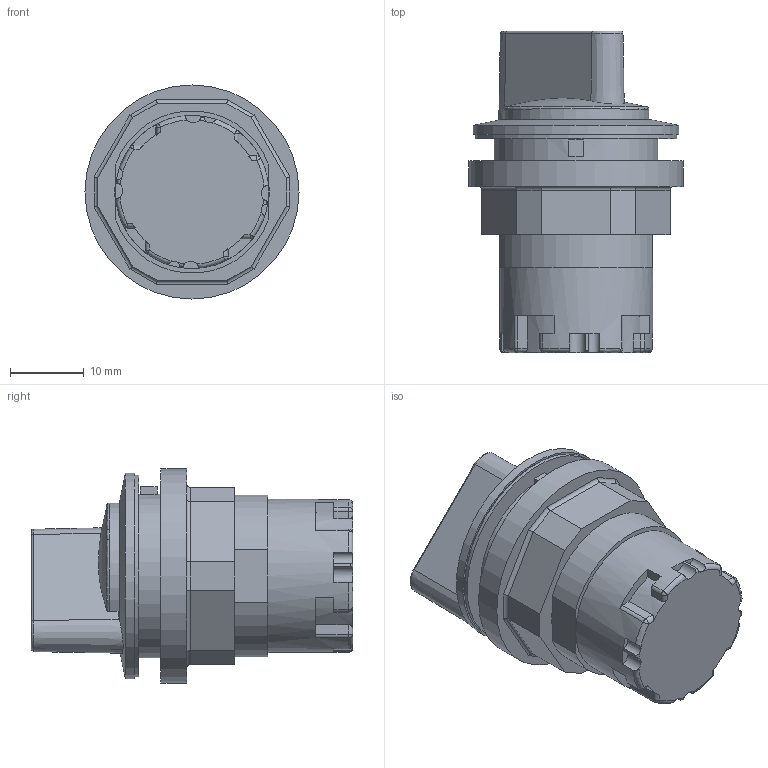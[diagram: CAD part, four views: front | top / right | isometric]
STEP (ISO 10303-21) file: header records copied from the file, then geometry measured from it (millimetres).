
FILE_DESCRIPTION(/* description */ (''),/* implementation_level */ '2;1');
FILE_NAME(/* name */ 'JRMWA.stp',/* time_stamp */ '2019-10-30T15:46:10+01:00',/* author */ ('thagel'),/* organization */ (''),/* preprocessor_version */ 'ST-DEVELOPER v17.2',/* originating_system */ 'Autodesk Inventor 2019',/* authorisation */ '');
FILE_SCHEMA (('AUTOMOTIVE_DESIGN { 1 0 10303 214 3 1 1 }'));
Products named in the file (1): JRVAWA
Bounding box: 29 x 43.55 x 29 mm (x, y, z)
Volume: 14160.9 mm3; surface area: 9605.9 mm2
Topology: 1 solids, 5 shells, 560 faces, 1743 edges, 1085 vertices
Faces by surface type: plane 234, cylinder 188, bspline 55, torus 51, cone 21, sphere 11
Full cylindrical faces by diameter (mm): 17.86 x4, 18.4 x1, 18.6 x2, 20.05 x2, 20.65 x4, 20.75 x1, 20.85 x1, 22.2 x1, 22.5 x1, 25.3 x1, 27.3 x2, 27.4 x1, 27.9 x1, 29 x1
Entity records: 42459 total; most frequent: CARTESIAN_POINT 27197, ORIENTED_EDGE 3478, DIRECTION 2888, EDGE_CURVE 1739, AXIS2_PLACEMENT_3D 1134, VERTEX_POINT 1085, EDGE_LOOP 711, LINE 620
